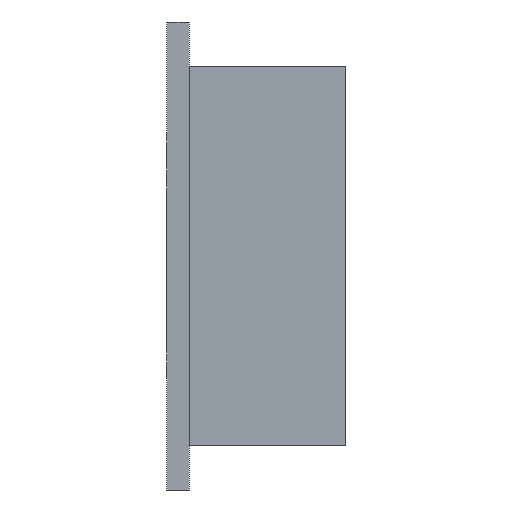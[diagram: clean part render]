
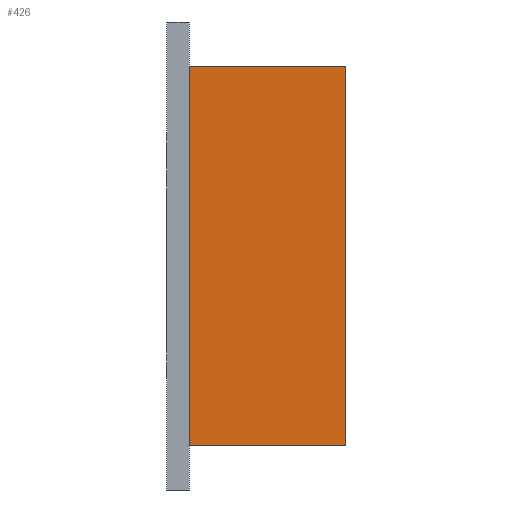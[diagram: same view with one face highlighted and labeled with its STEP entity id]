
A CAD part, left-side view. The second image highlights one B-rep face of the part: STEP entity #426.
In plain terms, the highlighted planar face has unit normal (-1, 0, 0).
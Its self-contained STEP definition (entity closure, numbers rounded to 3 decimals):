
#1 = ORIENTED_EDGE ( 'NONE', *, *, #772, .T. ) ;
#19 = CARTESIAN_POINT ( 'NONE',  ( -85., 14., -17. ) ) ;
#53 = FACE_OUTER_BOUND ( 'NONE', #520, .T. ) ;
#68 = PLANE ( 'NONE',  #629 ) ;
#129 = DIRECTION ( 'NONE',  ( 0., 0., 1. ) ) ;
#153 = VERTEX_POINT ( 'NONE', #269 ) ;
#162 = VERTEX_POINT ( 'NONE', #844 ) ;
#163 = DIRECTION ( 'NONE',  ( 0., -1., 0. ) ) ;
#164 = CARTESIAN_POINT ( 'NONE',  ( -85., 14., -17. ) ) ;
#184 = CARTESIAN_POINT ( 'NONE',  ( -85., 0., -17. ) ) ;
#212 = CARTESIAN_POINT ( 'NONE',  ( -85., 0., -17. ) ) ;
#219 = DIRECTION ( 'NONE',  ( 0., 0., -1. ) ) ;
#235 = ORIENTED_EDGE ( 'NONE', *, *, #836, .T. ) ;
#245 = ORIENTED_EDGE ( 'NONE', *, *, #551, .F. ) ;
#269 = CARTESIAN_POINT ( 'NONE',  ( -85., 14., 17. ) ) ;
#303 = DIRECTION ( 'NONE',  ( 0., -1., 0. ) ) ;
#328 = VERTEX_POINT ( 'NONE', #164 ) ;
#426 = ADVANCED_FACE ( 'NONE', ( #53 ), #68, .F. ) ;
#461 = VECTOR ( 'NONE', #129, 1000. ) ;
#462 = VECTOR ( 'NONE', #163, 1000. ) ;
#518 = CARTESIAN_POINT ( 'NONE',  ( -85., 14., -17. ) ) ;
#520 = EDGE_LOOP ( 'NONE', ( #1, #245, #846, #235 ) ) ;
#538 = DIRECTION ( 'NONE',  ( 1., 0., 0. ) ) ;
#551 = EDGE_CURVE ( 'NONE', #153, #162, #656, .T. ) ;
#587 = LINE ( 'NONE', #19, #797 ) ;
#629 = AXIS2_PLACEMENT_3D ( 'NONE', #795, #538, #219 ) ;
#656 = LINE ( 'NONE', #889, #462 ) ;
#658 = EDGE_CURVE ( 'NONE', #328, #153, #587, .T. ) ;
#678 = VECTOR ( 'NONE', #303, 1000. ) ;
#694 = VERTEX_POINT ( 'NONE', #184 ) ;
#697 = LINE ( 'NONE', #212, #461 ) ;
#772 = EDGE_CURVE ( 'NONE', #694, #162, #697, .T. ) ;
#795 = CARTESIAN_POINT ( 'NONE',  ( -85., 14., -17. ) ) ;
#797 = VECTOR ( 'NONE', #817, 1000. ) ;
#817 = DIRECTION ( 'NONE',  ( 0., 0., 1. ) ) ;
#836 = EDGE_CURVE ( 'NONE', #328, #694, #861, .T. ) ;
#844 = CARTESIAN_POINT ( 'NONE',  ( -85., 0., 17. ) ) ;
#846 = ORIENTED_EDGE ( 'NONE', *, *, #658, .F. ) ;
#861 = LINE ( 'NONE', #518, #678 ) ;
#889 = CARTESIAN_POINT ( 'NONE',  ( -85., 14., 17. ) ) ;
